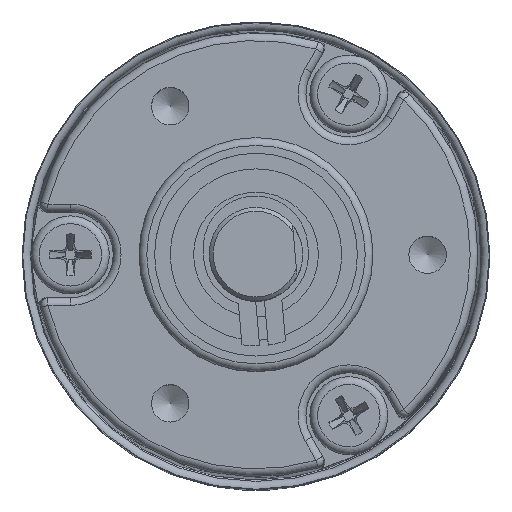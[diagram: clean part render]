
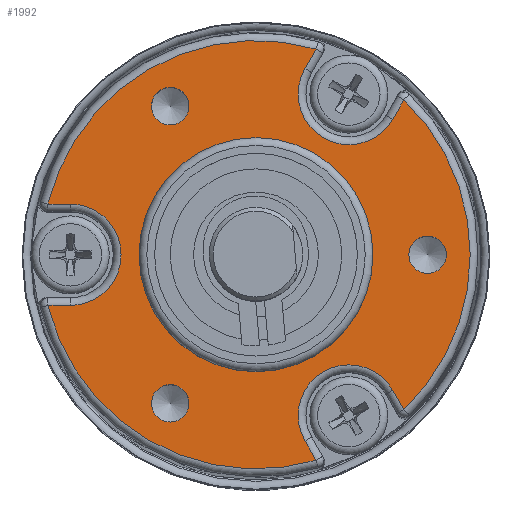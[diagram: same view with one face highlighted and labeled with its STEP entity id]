
A CAD part, top view. The second image highlights one B-rep face of the part: STEP entity #1992.
In plain terms, the highlighted planar face has unit normal (0, 0, 1).
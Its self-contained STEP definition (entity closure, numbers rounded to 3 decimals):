
#658=FACE_BOUND('',#4597,.T.);
#659=FACE_BOUND('',#4598,.T.);
#660=FACE_BOUND('',#4599,.T.);
#661=FACE_BOUND('',#4600,.T.);
#662=FACE_BOUND('',#4601,.T.);
#987=PLANE('',#24877);
#1992=ADVANCED_FACE('',(#658,#659,#660,#661,#662),#987,.T.);
#4597=EDGE_LOOP('',(#11742));
#4598=EDGE_LOOP('',(#11743));
#4599=EDGE_LOOP('',(#11744));
#4600=EDGE_LOOP('',(#11745,#11746,#11747,#11748,#11749,#11750,#11751,#11752,
#11753,#11754,#11755,#11756));
#4601=EDGE_LOOP('',(#11757));
#6086=LINE('',#33225,#8733);
#6087=LINE('',#33229,#8734);
#6088=LINE('',#33233,#8735);
#6089=LINE('',#33237,#8736);
#6090=LINE('',#33241,#8737);
#6091=LINE('',#33245,#8738);
#8733=VECTOR('',#26764,1.);
#8734=VECTOR('',#26767,1.);
#8735=VECTOR('',#26770,1.);
#8736=VECTOR('',#26773,1.);
#8737=VECTOR('',#26776,1.);
#8738=VECTOR('',#26779,1.);
#11742=ORIENTED_EDGE('',*,*,#20924,.T.);
#11743=ORIENTED_EDGE('',*,*,#20925,.T.);
#11744=ORIENTED_EDGE('',*,*,#20926,.T.);
#11745=ORIENTED_EDGE('',*,*,#20927,.T.);
#11746=ORIENTED_EDGE('',*,*,#20928,.T.);
#11747=ORIENTED_EDGE('',*,*,#20929,.T.);
#11748=ORIENTED_EDGE('',*,*,#20930,.T.);
#11749=ORIENTED_EDGE('',*,*,#20931,.T.);
#11750=ORIENTED_EDGE('',*,*,#20932,.T.);
#11751=ORIENTED_EDGE('',*,*,#20933,.T.);
#11752=ORIENTED_EDGE('',*,*,#20934,.T.);
#11753=ORIENTED_EDGE('',*,*,#20935,.T.);
#11754=ORIENTED_EDGE('',*,*,#20936,.T.);
#11755=ORIENTED_EDGE('',*,*,#20937,.T.);
#11756=ORIENTED_EDGE('',*,*,#20938,.T.);
#11757=ORIENTED_EDGE('',*,*,#20939,.F.);
#18607=VERTEX_POINT('',#33217);
#18608=VERTEX_POINT('',#33219);
#18609=VERTEX_POINT('',#33221);
#18610=VERTEX_POINT('',#33223);
#18611=VERTEX_POINT('',#33224);
#18612=VERTEX_POINT('',#33226);
#18613=VERTEX_POINT('',#33228);
#18614=VERTEX_POINT('',#33230);
#18615=VERTEX_POINT('',#33232);
#18616=VERTEX_POINT('',#33234);
#18617=VERTEX_POINT('',#33236);
#18618=VERTEX_POINT('',#33238);
#18619=VERTEX_POINT('',#33240);
#18620=VERTEX_POINT('',#33242);
#18621=VERTEX_POINT('',#33244);
#18622=VERTEX_POINT('',#33247);
#20924=EDGE_CURVE('',#18607,#18607,#24308,.T.);
#20925=EDGE_CURVE('',#18608,#18608,#24309,.T.);
#20926=EDGE_CURVE('',#18609,#18609,#24310,.T.);
#20927=EDGE_CURVE('',#18610,#18611,#24311,.T.);
#20928=EDGE_CURVE('',#18611,#18612,#6086,.T.);
#20929=EDGE_CURVE('',#18612,#18613,#24312,.T.);
#20930=EDGE_CURVE('',#18613,#18614,#6087,.T.);
#20931=EDGE_CURVE('',#18614,#18615,#24313,.T.);
#20932=EDGE_CURVE('',#18615,#18616,#6088,.T.);
#20933=EDGE_CURVE('',#18616,#18617,#24314,.T.);
#20934=EDGE_CURVE('',#18617,#18618,#6089,.T.);
#20935=EDGE_CURVE('',#18618,#18619,#24315,.T.);
#20936=EDGE_CURVE('',#18619,#18620,#6090,.T.);
#20937=EDGE_CURVE('',#18620,#18621,#24316,.T.);
#20938=EDGE_CURVE('',#18621,#18610,#6091,.T.);
#20939=EDGE_CURVE('',#18622,#18622,#24317,.T.);
#24308=CIRCLE('',#24867,1.2);
#24309=CIRCLE('',#24868,1.2);
#24310=CIRCLE('',#24869,1.2);
#24311=CIRCLE('',#24870,13.731);
#24312=CIRCLE('',#24871,3.25);
#24313=CIRCLE('',#24872,13.731);
#24314=CIRCLE('',#24873,3.25);
#24315=CIRCLE('',#24874,13.731);
#24316=CIRCLE('',#24875,3.25);
#24317=CIRCLE('',#24876,7.5);
#24867=AXIS2_PLACEMENT_3D('',#33216,#26756,#26757);
#24868=AXIS2_PLACEMENT_3D('',#33218,#26758,#26759);
#24869=AXIS2_PLACEMENT_3D('',#33220,#26760,#26761);
#24870=AXIS2_PLACEMENT_3D('',#33222,#26762,#26763);
#24871=AXIS2_PLACEMENT_3D('',#33227,#26765,#26766);
#24872=AXIS2_PLACEMENT_3D('',#33231,#26768,#26769);
#24873=AXIS2_PLACEMENT_3D('',#33235,#26771,#26772);
#24874=AXIS2_PLACEMENT_3D('',#33239,#26774,#26775);
#24875=AXIS2_PLACEMENT_3D('',#33243,#26777,#26778);
#24876=AXIS2_PLACEMENT_3D('',#33246,#26780,#26781);
#24877=AXIS2_PLACEMENT_3D('',#33248,#26782,#26783);
#26756=DIRECTION('',(0.,0.,-1.));
#26757=DIRECTION('',(0.5,-0.866,0.));
#26758=DIRECTION('',(0.,0.,-1.));
#26759=DIRECTION('',(-1.,0.,0.));
#26760=DIRECTION('',(0.,0.,-1.));
#26761=DIRECTION('',(0.5,0.866,0.));
#26762=DIRECTION('',(0.,0.,1.));
#26763=DIRECTION('',(-0.5,-0.866,0.));
#26764=DIRECTION('',(-0.5,0.866,0.));
#26765=DIRECTION('',(0.,0.,-1.));
#26766=DIRECTION('',(-0.5,-0.866,0.));
#26767=DIRECTION('',(0.5,-0.866,0.));
#26768=DIRECTION('',(0.,0.,1.));
#26769=DIRECTION('',(-0.5,-0.866,0.));
#26770=DIRECTION('',(-0.5,-0.866,0.));
#26771=DIRECTION('',(0.,0.,-1.));
#26772=DIRECTION('',(-0.5,-0.866,0.));
#26773=DIRECTION('',(0.5,0.866,0.));
#26774=DIRECTION('',(0.,0.,1.));
#26775=DIRECTION('',(-0.5,-0.866,0.));
#26776=DIRECTION('',(1.,0.,0.));
#26777=DIRECTION('',(0.,0.,-1.));
#26778=DIRECTION('',(-0.5,-0.866,0.));
#26779=DIRECTION('',(-1.,0.,0.));
#26780=DIRECTION('',(0.,0.,1.));
#26781=DIRECTION('',(-0.5,-0.866,0.));
#26782=DIRECTION('',(0.,0.,1.));
#26783=DIRECTION('',(-0.5,-0.866,0.));
#33216=CARTESIAN_POINT('',(-5.5,9.526,20.5));
#33217=CARTESIAN_POINT('',(-4.9,8.487,20.5));
#33218=CARTESIAN_POINT('',(11.,0.,20.5));
#33219=CARTESIAN_POINT('',(9.8,0.,20.5));
#33220=CARTESIAN_POINT('',(-5.5,-9.526,20.5));
#33221=CARTESIAN_POINT('',(-4.9,-8.487,20.5));
#33222=CARTESIAN_POINT('',(0.,0.,20.5));
#33223=CARTESIAN_POINT('',(-13.34,-3.25,20.5));
#33224=CARTESIAN_POINT('',(3.856,-13.178,20.5));
#33225=CARTESIAN_POINT('',(3.135,-11.931,20.5));
#33226=CARTESIAN_POINT('',(3.135,-11.931,20.5));
#33227=CARTESIAN_POINT('',(5.95,-10.306,20.5));
#33228=CARTESIAN_POINT('',(8.765,-8.681,20.5));
#33229=CARTESIAN_POINT('',(2.815,1.625,20.5));
#33230=CARTESIAN_POINT('',(9.485,-9.928,20.5));
#33231=CARTESIAN_POINT('',(0.,0.,20.5));
#33232=CARTESIAN_POINT('',(9.485,9.928,20.5));
#33233=CARTESIAN_POINT('',(8.765,8.681,20.5));
#33234=CARTESIAN_POINT('',(8.765,8.681,20.5));
#33235=CARTESIAN_POINT('',(5.95,10.306,20.5));
#33236=CARTESIAN_POINT('',(3.135,11.931,20.5));
#33237=CARTESIAN_POINT('',(-2.815,1.625,20.5));
#33238=CARTESIAN_POINT('',(3.856,13.178,20.5));
#33239=CARTESIAN_POINT('',(0.,0.,20.5));
#33240=CARTESIAN_POINT('',(-13.34,3.25,20.5));
#33241=CARTESIAN_POINT('',(-11.9,3.25,20.5));
#33242=CARTESIAN_POINT('',(-11.9,3.25,20.5));
#33243=CARTESIAN_POINT('',(-11.9,0.,20.5));
#33244=CARTESIAN_POINT('',(-11.9,-3.25,20.5));
#33245=CARTESIAN_POINT('',(0.,-3.25,20.5));
#33246=CARTESIAN_POINT('',(0.,0.,
20.5));
#33247=CARTESIAN_POINT('',(-3.75,-6.495,20.5));
#33248=CARTESIAN_POINT('',(0.,0.,20.5));
